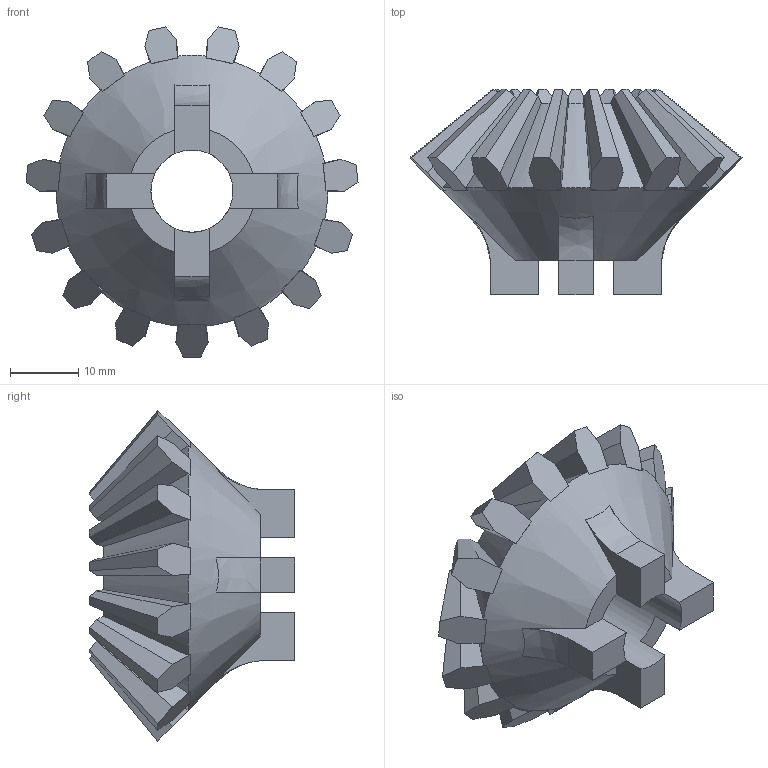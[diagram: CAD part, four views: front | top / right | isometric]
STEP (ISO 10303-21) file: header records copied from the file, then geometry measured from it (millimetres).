
FILE_DESCRIPTION(/* description */ (''),/* implementation_level */ '2;1');
FILE_NAME(/* name */ 'M3_15_crown_out.stp',/* time_stamp */ '2025-10-20T18:30:20+09:00',/* author */ ('hibik'),/* organization */ (''),/* preprocessor_version */ 'ST-DEVELOPER v20',/* originating_system */ 'Autodesk Inventor 2024',/* authorisation */ '');
FILE_SCHEMA (('AUTOMOTIVE_DESIGN { 1 0 10303 214 3 1 1 }'));
Length unit declared in the file: millimetre
Products named in the file (1): M3_15_crown_out
Bounding box: 48.48 x 30 x 48.22 mm (x, y, z)
Volume: 17860.6 mm3; surface area: 7104 mm2
Topology: 1 solids, 1 shells, 178 faces, 501 edges, 324 vertices
Faces by surface type: plane 126, bspline 34, cone 17, cylinder 1
Full cylindrical faces by diameter (mm): 12 x1
Entity records: 6393 total; most frequent: CARTESIAN_POINT 2041, ORIENTED_EDGE 1002, DIRECTION 757, EDGE_CURVE 501, VERTEX_POINT 324, LINE 313, VECTOR 313, AXIS2_PLACEMENT_3D 222
